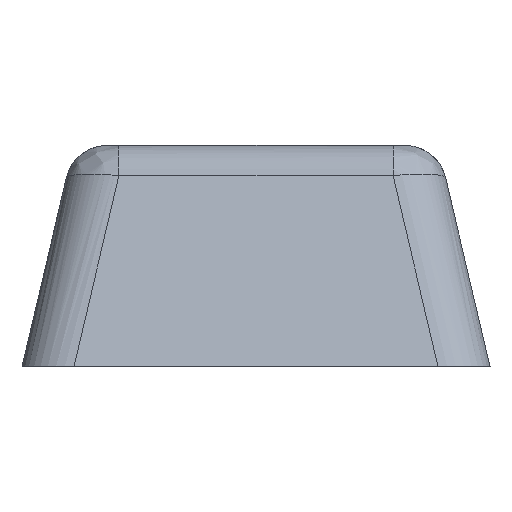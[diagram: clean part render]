
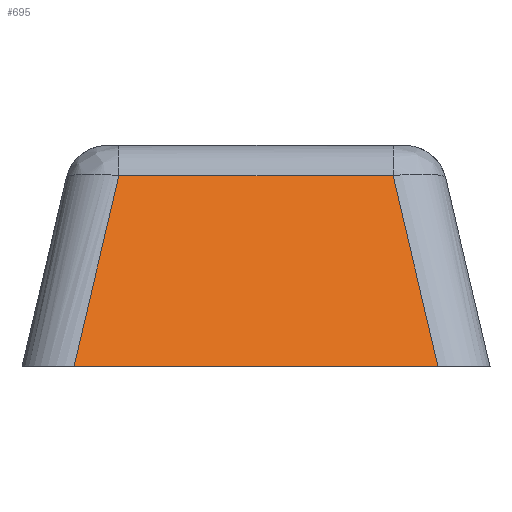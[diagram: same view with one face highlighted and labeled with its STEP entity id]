
A CAD part, left-side view. The second image highlights one B-rep face of the part: STEP entity #695.
In plain terms, the highlighted planar face has unit normal (-0.943, 0, 0.333).
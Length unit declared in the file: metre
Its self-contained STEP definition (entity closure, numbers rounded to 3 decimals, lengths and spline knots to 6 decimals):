
#128=ORIENTED_EDGE('',*,*,#322,.F.);
#129=ORIENTED_EDGE('',*,*,#287,.T.);
#130=ORIENTED_EDGE('',*,*,#320,.T.);
#131=ORIENTED_EDGE('',*,*,#308,.F.);
#287=EDGE_CURVE('',#388,#386,#445,.F.);
#308=EDGE_CURVE('',#402,#403,#453,.F.);
#320=EDGE_CURVE('',#386,#403,#459,.T.);
#322=EDGE_CURVE('',#388,#402,#461,.T.);
#386=VERTEX_POINT('',#1041);
#388=VERTEX_POINT('',#1050);
#402=VERTEX_POINT('',#1318);
#403=VERTEX_POINT('',#1320);
#445=LINE('',#1049,#509);
#453=LINE('',#1319,#517);
#459=LINE('',#1422,#523);
#461=LINE('',#1425,#525);
#509=VECTOR('',#799,1.);
#517=VECTOR('',#821,1.);
#523=VECTOR('',#831,1.);
#525=VECTOR('',#835,1.);
#580=EDGE_LOOP('',(#128,#129,#130,#131));
#626=FACE_BOUND('',#580,.T.);
#661=PLANE('',#754);
#695=ADVANCED_FACE('',(#626),#661,.F.);
#754=AXIS2_PLACEMENT_3D('',#1424,#833,#834);
#799=DIRECTION('',(0.,-1.,0.));
#821=DIRECTION('',(0.,-1.,0.));
#831=DIRECTION('',(-0.325,0.217,-0.921));
#833=DIRECTION('',(0.943,0.,-0.333));
#834=DIRECTION('',(-0.333,0.,-0.943));
#835=DIRECTION('',(-0.325,-0.217,-0.921));
#1041=CARTESIAN_POINT('',(-0.056408,0.005272,0.007345));
#1049=CARTESIAN_POINT('',(-0.056408,0.,0.007345));
#1050=CARTESIAN_POINT('',(-0.056408,-0.005272,0.007345));
#1318=CARTESIAN_POINT('',(-0.059,-0.007,0.));
#1319=CARTESIAN_POINT('',(-0.059,0.,0.));
#1320=CARTESIAN_POINT('',(-0.059,0.007,0.));
#1422=CARTESIAN_POINT('',(-0.056,0.005,0.0085));
#1424=CARTESIAN_POINT('',(-0.052465,0.,0.018517));
#1425=CARTESIAN_POINT('',(-0.0575,-0.006,0.00425));
